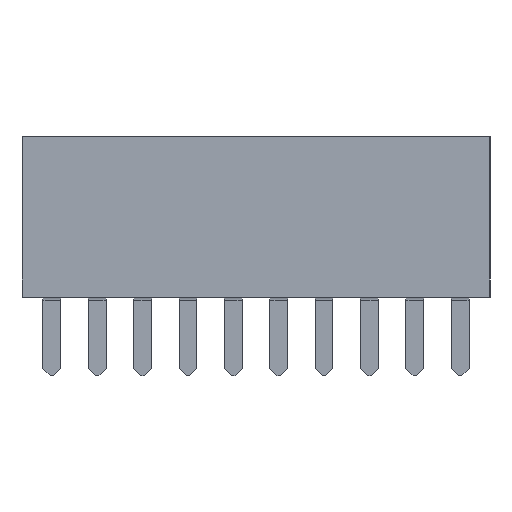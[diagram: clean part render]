
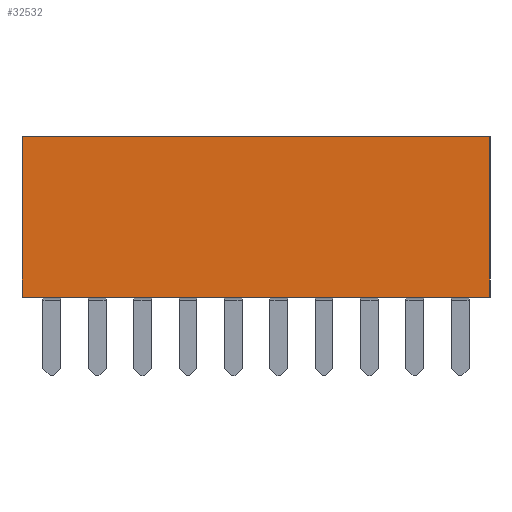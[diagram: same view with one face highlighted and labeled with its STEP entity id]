
A CAD part, front view. The second image highlights one B-rep face of the part: STEP entity #32532.
In plain terms, the highlighted face is planar.
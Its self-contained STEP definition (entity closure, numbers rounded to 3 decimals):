
#10672=ORIENTED_EDGE('',*,*,#16040,.T.);
#10673=ORIENTED_EDGE('',*,*,#16041,.T.);
#10674=ORIENTED_EDGE('',*,*,#16042,.T.);
#10675=ORIENTED_EDGE('',*,*,#16043,.T.);
#16040=EDGE_CURVE('',#19144,#19145,#22480,.T.);
#16041=EDGE_CURVE('',#19145,#19146,#22481,.T.);
#16042=EDGE_CURVE('',#19146,#19147,#22482,.T.);
#16043=EDGE_CURVE('',#19147,#19144,#22483,.T.);
#19144=VERTEX_POINT('',#54776);
#19145=VERTEX_POINT('',#54777);
#19146=VERTEX_POINT('',#54779);
#19147=VERTEX_POINT('',#54781);
#22480=LINE('',#54775,#25904);
#22481=LINE('',#54778,#25905);
#22482=LINE('',#54780,#25906);
#22483=LINE('',#54782,#25907);
#25904=VECTOR('',#44503,1000.);
#25905=VECTOR('',#44504,1000.);
#25906=VECTOR('',#44505,1000.);
#25907=VECTOR('',#44506,1000.);
#27742=EDGE_LOOP('',(#10672,#10673,#10674,#10675));
#29552=FACE_BOUND('',#27742,.T.);
#30762=PLANE('',#35578);
#32532=ADVANCED_FACE('',(#29552),#30762,.T.);
#35578=AXIS2_PLACEMENT_3D('',#54774,#44501,#44502);
#44501=DIRECTION('',(0.,1.,0.));
#44502=DIRECTION('',(0.,0.,1.));
#44503=DIRECTION('',(0.,0.,1.));
#44504=DIRECTION('',(1.,0.,0.));
#44505=DIRECTION('',(0.,0.,-1.));
#44506=DIRECTION('',(-1.,0.,0.));
#54774=CARTESIAN_POINT('',(0.,1.5,0.));
#54775=CARTESIAN_POINT('',(-6.55,1.5,-2.25));
#54776=CARTESIAN_POINT('',(-6.55,1.5,-2.25));
#54777=CARTESIAN_POINT('',(-6.55,1.5,2.25));
#54778=CARTESIAN_POINT('',(-6.55,1.5,2.25));
#54779=CARTESIAN_POINT('',(6.55,1.5,2.25));
#54780=CARTESIAN_POINT('',(6.55,1.5,2.25));
#54781=CARTESIAN_POINT('',(6.55,1.5,-2.25));
#54782=CARTESIAN_POINT('',(6.55,1.5,-2.25));
